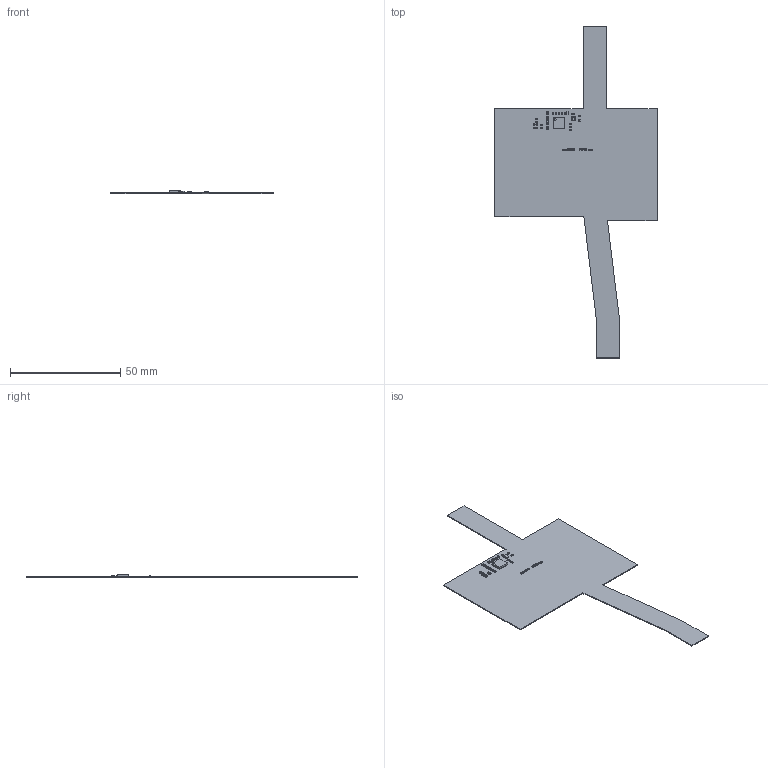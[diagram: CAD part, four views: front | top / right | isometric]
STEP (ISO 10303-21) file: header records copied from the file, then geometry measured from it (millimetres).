
FILE_DESCRIPTION(('Open CASCADE Model'),'2;1');
FILE_NAME('Open CASCADE Shape Model','2019-06-20T20:39:40',('Author'),( 'Open CASCADE'),'Open CASCADE STEP processor 6.8','Open CASCADE 6.8' ,'Unknown');
FILE_SCHEMA(('AUTOMOTIVE_DESIGN { 1 0 10303 214 1 1 1 1 }'));
Length unit declared in the file: millimetre
Products named in the file (54): PCB; Board; Open CASCADE STEP translator 6.8 4.1.1; C15; 0402CAP; C9; C5; Y1; User_Library-XRCGB27M000F2P00R0; U1; 6297521024; Open_CASCADE_STEP_translator_6.8_2.1; Body; Open_CASCADE_STEP_translator_6.8_2.2.1; Thermal_Shape; Pin_Shape; R15; R0402; R14; R13; R12; R0603; R11; R10; R9; R8; R7; R6; R5; R4; R3; R2; R1; L2; 0603CAP; L1; C17; C16; C14; C13 ...
Assembly tree (114 placements, depth 5):
  PCB
    Board
      Open CASCADE STEP translator 6.8 4.1.1
    C15
      0402CAP
    C9
      0402CAP
    C5
      0402CAP
    Y1
      User_Library-XRCGB27M000F2P00R0
    U1
      6297521024
        Open_CASCADE_STEP_translator_6.8_2.1
        Body
          Open_CASCADE_STEP_translator_6.8_2.2.1
        Thermal_Shape
        Pin_Shape  x32
    R15
      R0402
    R14
      R0402
    R13
      R0402
    R12
      R0603
    R11
      R0402
    R10
      R0402
    R9
      R0402
    R8
      R0402
    R7
      R0603
    R6
      R0402
    R5
      R0402
    R4
      R0402
    R3
      R0402
    R2
      R0402
    R1
      R0402
    L2
      0603CAP
    L1
      0603CAP
    C17
      0402CAP
    C16
      0402CAP
    C14
      0402CAP
    C13
      0402CAP
Bounding box: 73.59 x 150.51 x 1.41 mm (x, y, z)
Volume: 1972.5 mm3; surface area: 9800.6 mm2
Topology: 72 solids, 73 shells, 2607 faces, 6357 edges, 3853 vertices
Faces by surface type: plane 1704, bspline 382, cylinder 373, sphere 148
Full cylindrical faces by diameter (mm): 0.637 x1
Entity records: 17626 total; most frequent: CARTESIAN_POINT 5527, ORIENTED_EDGE 1965, DIRECTION 1876, EDGE_CURVE 983, LINE 776, VECTOR 776, VERTEX_POINT 617, AXIS2_PLACEMENT_3D 550
